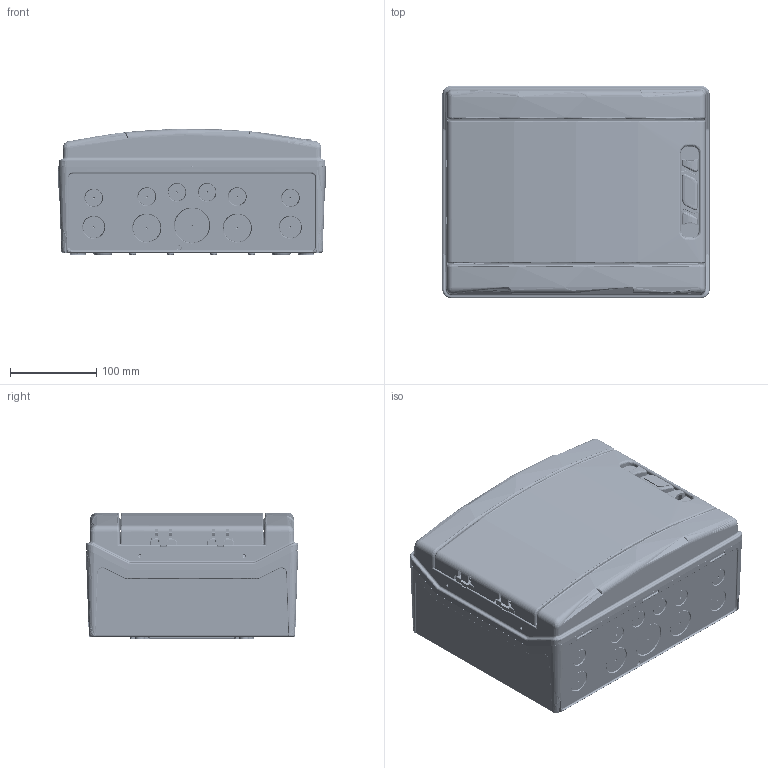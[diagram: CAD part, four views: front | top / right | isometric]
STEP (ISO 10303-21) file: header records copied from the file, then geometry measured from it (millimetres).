
FILE_DESCRIPTION((''),'2;1');
FILE_NAME('MODAB121PN','2018-01-05T',('antti_kumpulainen'),(''),'CREO PARAMETRIC BY PTC INC, 2015290','CREO PARAMETRIC BY PTC INC, 2015290','');
FILE_SCHEMA(('AUTOMOTIVE_DESIGN { 1 0 10303 214 1 1 1 1 }'));
Length unit declared in the file: millimetre
Products named in the file (1): MODAB121PN
Bounding box: 309.7 x 246.4 x 147.08 mm (x, y, z)
Volume: 86963.2 mm3; surface area: 988040.8 mm2
Topology: 8 solids, 47 shells, 7775 faces, 19201 edges, 11207 vertices
Faces by surface type: cylinder 2382, plane 1909, bspline 1835, cone 695, torus 642, sphere 268, extrusion 42, revolution 2
Entity records: 428995 total; most frequent: CARTESIAN_POINT 154568, ORIENTED_EDGE 37259, DIRECTION 30003, PRESENTATION_STYLE_ASSIGNMENT 25806, EDGE_CURVE 18845, STYLED_ITEM 18411, CURVE_STYLE 18022, AXIS2_PLACEMENT_3D 11230
